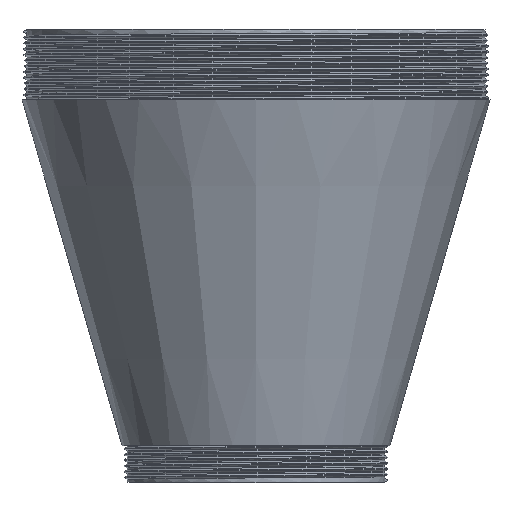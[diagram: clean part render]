
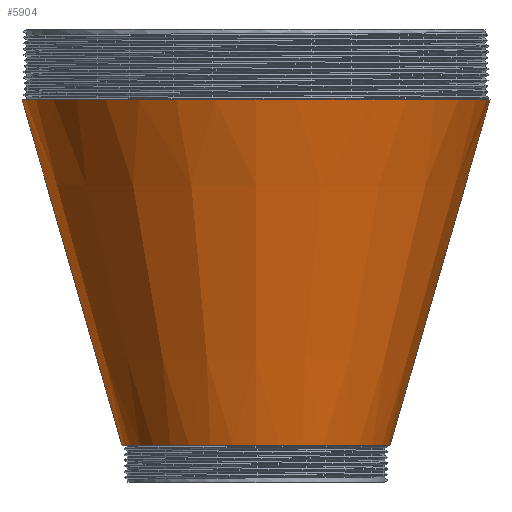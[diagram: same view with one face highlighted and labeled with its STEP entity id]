
A CAD part, top view. The second image highlights one B-rep face of the part: STEP entity #5904.
In plain terms, the highlighted conical face has half-angle 16.136 degrees and reference radius 61.3 mm.
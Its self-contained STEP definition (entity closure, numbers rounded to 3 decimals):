
#66 = VERTEX_POINT ( 'NONE', #2208 ) ;
#107 = DIRECTION ( 'NONE',  ( 0.278, 0.961, 0. ) ) ;
#128 = CARTESIAN_POINT ( 'NONE',  ( 35.1, -40.042, 0. ) ) ;
#245 = VERTEX_POINT ( 'NONE', #128 ) ;
#271 = CARTESIAN_POINT ( 'NONE',  ( -35.1, -40.042, 0. ) ) ;
#906 = VECTOR ( 'NONE', #107, 1000. ) ;
#1247 = DIRECTION ( 'NONE',  ( -1., 0., 0. ) ) ;
#1313 = CONICAL_SURFACE ( 'NONE', #6020, 61.3, 0.282 ) ;
#1406 = VERTEX_POINT ( 'NONE', #271 ) ;
#1525 = VERTEX_POINT ( 'NONE', #2499 ) ;
#1814 = DIRECTION ( 'NONE',  ( 1., 0., 0. ) ) ;
#1879 = DIRECTION ( 'NONE',  ( 1., 0., 0. ) ) ;
#2122 = VECTOR ( 'NONE', #3345, 1000. ) ;
#2208 = CARTESIAN_POINT ( 'NONE',  ( -61.3, 50.517, 0. ) ) ;
#2340 = EDGE_CURVE ( 'NONE', #1525, #66, #5312, .T. ) ;
#2477 = LINE ( 'NONE', #4973, #906 ) ;
#2499 = CARTESIAN_POINT ( 'NONE',  ( 61.3, 50.517, 0. ) ) ;
#2592 = EDGE_LOOP ( 'NONE', ( #2976, #3068, #5183, #4246 ) ) ;
#2976 = ORIENTED_EDGE ( 'NONE', *, *, #3237, .F. ) ;
#3068 = ORIENTED_EDGE ( 'NONE', *, *, #4377, .T. ) ;
#3137 = CARTESIAN_POINT ( 'NONE',  ( 0., 50.517, 0. ) ) ;
#3237 = EDGE_CURVE ( 'NONE', #245, #1406, #5269, .T. ) ;
#3345 = DIRECTION ( 'NONE',  ( -0.278, 0.961, 0. ) ) ;
#3679 = FACE_OUTER_BOUND ( 'NONE', #2592, .T. ) ;
#3825 = LINE ( 'NONE', #4720, #2122 ) ;
#4189 = EDGE_CURVE ( 'NONE', #1406, #66, #3825, .T. ) ;
#4246 = ORIENTED_EDGE ( 'NONE', *, *, #4189, .F. ) ;
#4377 = EDGE_CURVE ( 'NONE', #245, #1525, #2477, .T. ) ;
#4677 = DIRECTION ( 'NONE',  ( 0., 1., 0. ) ) ;
#4720 = CARTESIAN_POINT ( 'NONE',  ( -61.3, 50.517, 0. ) ) ;
#4799 = DIRECTION ( 'NONE',  ( 0., -1., 0. ) ) ;
#4973 = CARTESIAN_POINT ( 'NONE',  ( 61.3, 50.517, 0. ) ) ;
#5183 = ORIENTED_EDGE ( 'NONE', *, *, #2340, .T. ) ;
#5269 = CIRCLE ( 'NONE', #5883, 35.1 ) ;
#5282 = DIRECTION ( 'NONE',  ( 0., -1., 0. ) ) ;
#5312 = CIRCLE ( 'NONE', #6122, 61.3 ) ;
#5564 = CARTESIAN_POINT ( 'NONE',  ( 0., -40.042, 0. ) ) ;
#5883 = AXIS2_PLACEMENT_3D ( 'NONE', #5564, #5282, #1814 ) ;
#5904 = ADVANCED_FACE ( 'NONE', ( #3679 ), #1313, .T. ) ;
#6020 = AXIS2_PLACEMENT_3D ( 'NONE', #3137, #4677, #1247 ) ;
#6122 = AXIS2_PLACEMENT_3D ( 'NONE', #6275, #4799, #1879 ) ;
#6275 = CARTESIAN_POINT ( 'NONE',  ( 0., 50.517, 0. ) ) ;
